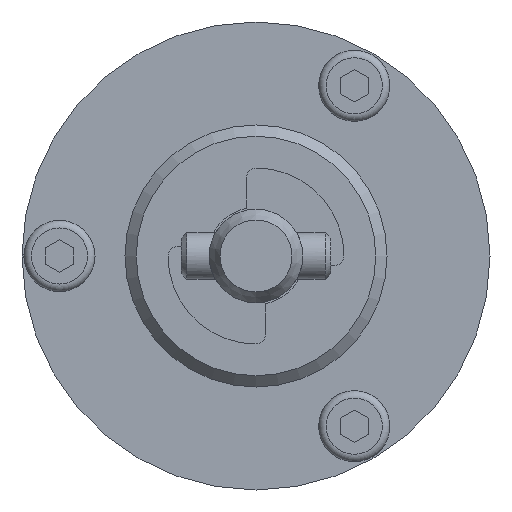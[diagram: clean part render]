
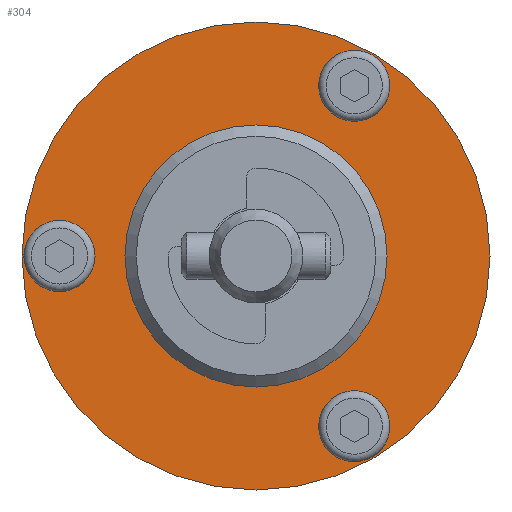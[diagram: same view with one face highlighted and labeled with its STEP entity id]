
A CAD part, front view. The second image highlights one B-rep face of the part: STEP entity #304.
In plain terms, the highlighted planar face has unit normal (0, -1, 0).
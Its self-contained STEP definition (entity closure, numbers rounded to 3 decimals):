
#304 = ADVANCED_FACE( '', ( #653, #654, #655, #656, #657 ), #658, .F. );
#653 = FACE_BOUND( '', #1007, .T. );
#654 = FACE_BOUND( '', #1008, .T. );
#655 = FACE_BOUND( '', #1009, .T. );
#656 = FACE_BOUND( '', #1010, .T. );
#657 = FACE_OUTER_BOUND( '', #1011, .T. );
#658 = PLANE( '', #1012 );
#1007 = EDGE_LOOP( '', ( #1711 ) );
#1008 = EDGE_LOOP( '', ( #1712 ) );
#1009 = EDGE_LOOP( '', ( #1713 ) );
#1010 = EDGE_LOOP( '', ( #1714 ) );
#1011 = EDGE_LOOP( '', ( #1715 ) );
#1012 = AXIS2_PLACEMENT_3D( '', #1716, #1717, #1718 );
#1711 = ORIENTED_EDGE( '', *, *, #2019, .F. );
#1712 = ORIENTED_EDGE( '', *, *, #2021, .T. );
#1713 = ORIENTED_EDGE( '', *, *, #1990, .T. );
#1714 = ORIENTED_EDGE( '', *, *, #1774, .T. );
#1715 = ORIENTED_EDGE( '', *, *, #2017, .T. );
#1716 = CARTESIAN_POINT( '', ( 12.5, 0., 0. ) );
#1717 = DIRECTION( '', ( 0., 1., 0. ) );
#1718 = DIRECTION( '', ( 0., 0., 1. ) );
#1774 = EDGE_CURVE( '', #2047, #2047, #2048, .T. );
#1990 = EDGE_CURVE( '', #2377, #2377, #2378, .T. );
#2017 = EDGE_CURVE( '', #2409, #2409, #2410, .T. );
#2019 = EDGE_CURVE( '', #2412, #2412, #2413, .T. );
#2021 = EDGE_CURVE( '', #2415, #2415, #2416, .T. );
#2047 = VERTEX_POINT( '', #2449 );
#2048 = CIRCLE( '', #2450, 1. );
#2377 = VERTEX_POINT( '', #3039 );
#2378 = CIRCLE( '', #3040, 1. );
#2409 = VERTEX_POINT( '', #3102 );
#2410 = CIRCLE( '', #3103, 12.5 );
#2412 = VERTEX_POINT( '', #3105 );
#2413 = CIRCLE( '', #3106, 7. );
#2415 = VERTEX_POINT( '', #3108 );
#2416 = CIRCLE( '', #3109, 1. );
#2449 = CARTESIAN_POINT( '', ( 5.25, 0., 10.093 ) );
#2450 = AXIS2_PLACEMENT_3D( '', #3141, #3142, #3143 );
#3039 = CARTESIAN_POINT( '', ( 5.25, 0., -8.093 ) );
#3040 = AXIS2_PLACEMENT_3D( '', #3396, #3397, #3398 );
#3102 = CARTESIAN_POINT( '', ( 0., 0., -12.5 ) );
#3103 = AXIS2_PLACEMENT_3D( '', #3410, #3411, #3412 );
#3105 = CARTESIAN_POINT( '', ( 0., 0., -7. ) );
#3106 = AXIS2_PLACEMENT_3D( '', #3413, #3414, #3415 );
#3108 = CARTESIAN_POINT( '', ( -10.5, 0., 1. ) );
#3109 = AXIS2_PLACEMENT_3D( '', #3416, #3417, #3418 );
#3141 = CARTESIAN_POINT( '', ( 5.25, 0., 9.093 ) );
#3142 = DIRECTION( '', ( 0., 1., 0. ) );
#3143 = DIRECTION( '', ( 0., 0., 1. ) );
#3396 = CARTESIAN_POINT( '', ( 5.25, 0., -9.093 ) );
#3397 = DIRECTION( '', ( 0., 1., 0. ) );
#3398 = DIRECTION( '', ( 0., 0., 1. ) );
#3410 = CARTESIAN_POINT( '', ( 0., 0., 0. ) );
#3411 = DIRECTION( '', ( 0., -1., 0. ) );
#3412 = DIRECTION( '', ( 0., 0., -1. ) );
#3413 = CARTESIAN_POINT( '', ( 0., 0., 0. ) );
#3414 = DIRECTION( '', ( 0., -1., 0. ) );
#3415 = DIRECTION( '', ( 0., 0., -1. ) );
#3416 = CARTESIAN_POINT( '', ( -10.5, 0., 0. ) );
#3417 = DIRECTION( '', ( 0., 1., 0. ) );
#3418 = DIRECTION( '', ( 0., 0., 1. ) );
